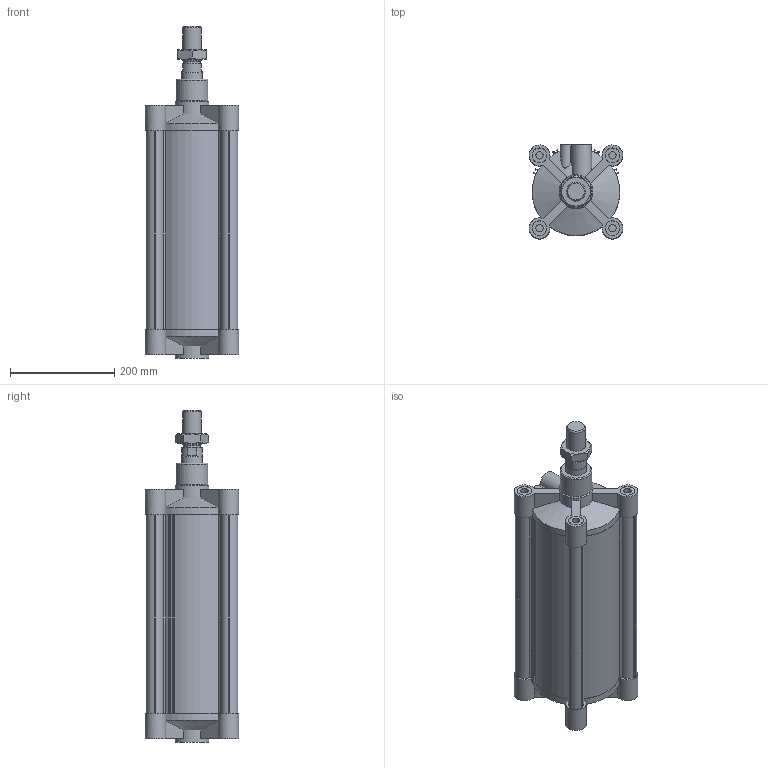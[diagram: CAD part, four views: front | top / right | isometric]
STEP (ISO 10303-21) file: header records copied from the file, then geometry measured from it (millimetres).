
FILE_DESCRIPTION(/* description */ ('Unknown'),/* implementation_level */ '2;1');
FILE_NAME(/* name */ '1390.160.300.01',/* time_stamp */ '2020-10-15T15:45:20-04:00',/* author */ ('Unknown'),/* organization */ ('Unknown'),/* preprocessor_version */ 'ST-DEVELOPER v16.7',/* originating_system */ 'Solid Edge',/* authorisation */ 'Unknown');
FILE_SCHEMA (('AUTOMOTIVE_DESIGN {1 0 10303 214 3 1 1}'));
Length unit declared in the file: millimetre
Products named in the file (6): 1390.160.100.01; CPL160_004-0_0; CPL160-001-01_0; CPL160-002-01_0; CPL_160_0000_0; 1320_160_18F_0
Assembly tree (5 placements, depth 2):
  1390.160.100.01
    CPL160_004-0_0
    CPL160-001-01_0
    CPL160-002-01_0
    CPL_160_0000_0
    1320_160_18F_0
Bounding box: 180 x 180 x 638 mm (x, y, z)
Volume: 5480035.8 mm3; surface area: 1037947.6 mm2
Topology: 5 solids, 5 shells, 268 faces, 657 edges, 431 vertices
Faces by surface type: plane 150, cylinder 89, cone 28, torus 1
Full cylindrical faces by diameter (mm): 14 x8, 15 x2, 23 x4, 24 x2, 28 x8, 28.5 x8, 31.8 x1, 32.5 x1, 36 x1, 39.5 x1, 40 x2, 61 x1, 65 x2, 160 x4
Entity records: 7837 total; most frequent: CARTESIAN_POINT 1528, DIRECTION 1290, ORIENTED_EDGE 1202, EDGE_CURVE 601, AXIS2_PLACEMENT_3D 483, VERTEX_POINT 427, EDGE_LOOP 366, FACE_BOUND 366
